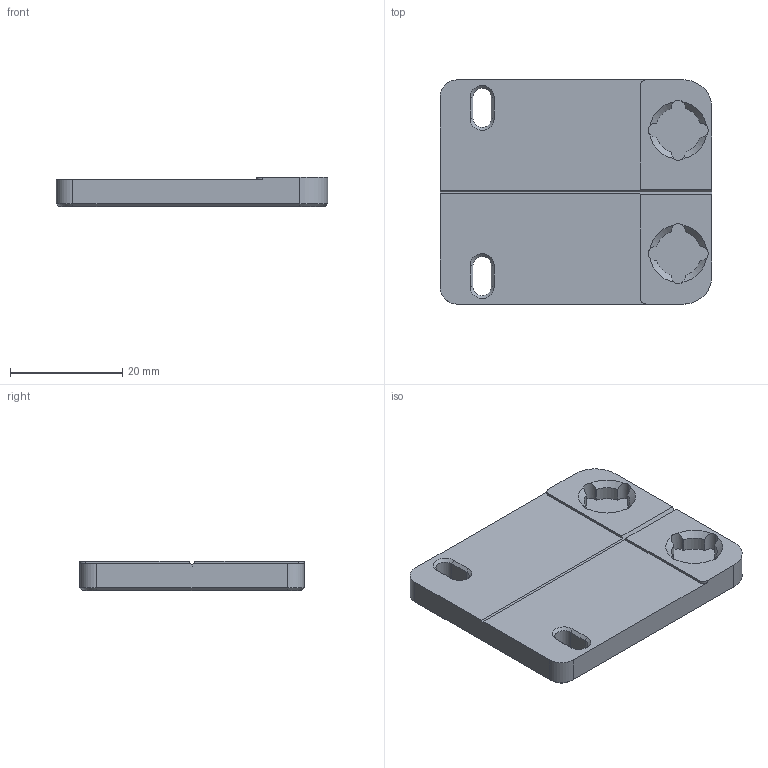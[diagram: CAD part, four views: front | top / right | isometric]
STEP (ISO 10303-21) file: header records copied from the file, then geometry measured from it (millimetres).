
FILE_DESCRIPTION (( 'STEP AP203' ), '1' );
FILE_NAME ('10378_U1Custom_TopDoorstop-revC-SPECIAL-RC1.STEP', '2023-08-17T18:26:12', ( '' ), ( '' ), 'SwSTEP 2.0', 'SolidWorks 2022', '' );
FILE_SCHEMA (( 'CONFIG_CONTROL_DESIGN' ));
Length unit declared in the file: millimetre
Products named in the file (1): 10378_U1Custom_TopDoorstop-revC-SPECIAL-RC1
Bounding box: 48.5 x 40 x 5.25 mm (x, y, z)
Volume: 8795.4 mm3; surface area: 4959.6 mm2
Topology: 1 solids, 1 shells, 87 faces, 225 edges, 142 vertices
Faces by surface type: cylinder 36, plane 31, cone 20
Entity records: 2816 total; most frequent: CARTESIAN_POINT 583, DIRECTION 461, ORIENTED_EDGE 450, EDGE_CURVE 225, AXIS2_PLACEMENT_3D 172, VERTEX_POINT 142, VECTOR 117, LINE 117
